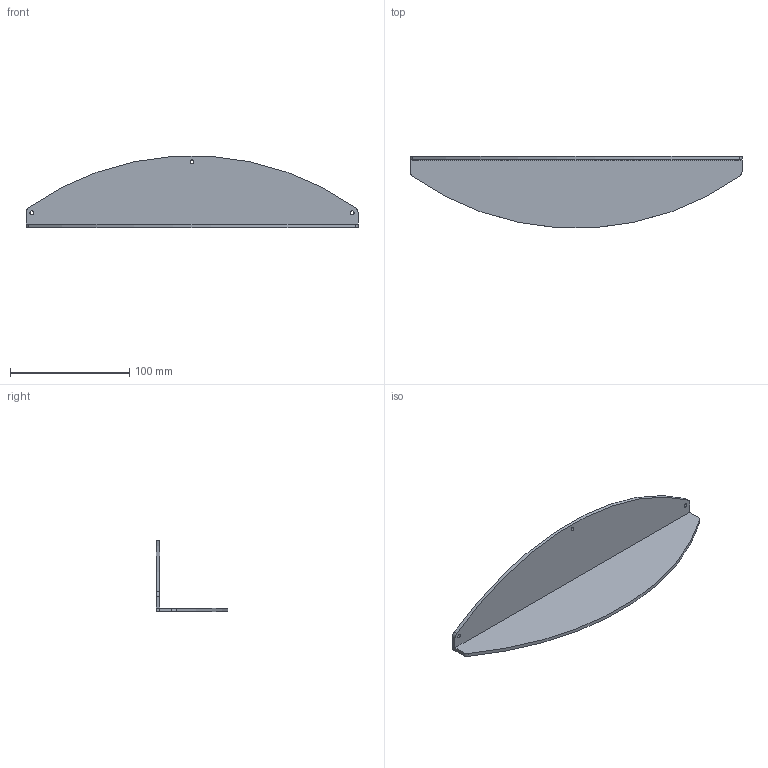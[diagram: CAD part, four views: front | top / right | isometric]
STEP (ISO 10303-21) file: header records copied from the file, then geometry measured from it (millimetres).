
FILE_DESCRIPTION(('FreeCAD Model'),'2;1');
FILE_NAME('Open CASCADE Shape Model','2021-11-21T20:45:54',('Author'),( ''),'Open CASCADE STEP processor 7.5','FreeCAD','Unknown');
FILE_SCHEMA(('AUTOMOTIVE_DESIGN { 1 0 10303 214 1 1 1 1 }'));
Length unit declared in the file: millimetre
Products named in the file (1): front
Bounding box: 278.6 x 59.76 x 59.76 mm (x, y, z)
Volume: 74109.3 mm3; surface area: 51442.2 mm2
Topology: 1 solids, 1 shells, 21 faces, 49 edges, 30 vertices
Faces by surface type: plane 12, cylinder 9
Full cylindrical faces by diameter (mm): 3.2 x3
Entity records: 1249 total; most frequent: CARTESIAN_POINT 254, DIRECTION 174, ORIENTED_EDGE 98, PCURVE 98, DEFINITIONAL_REPRESENTATION 98, LINE 80, VECTOR 80, EDGE_CURVE 49
